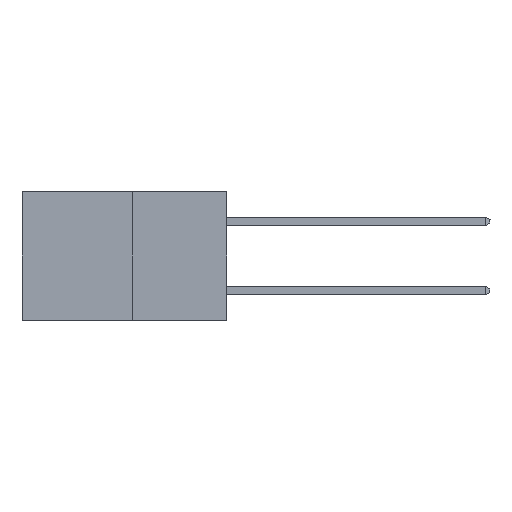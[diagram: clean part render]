
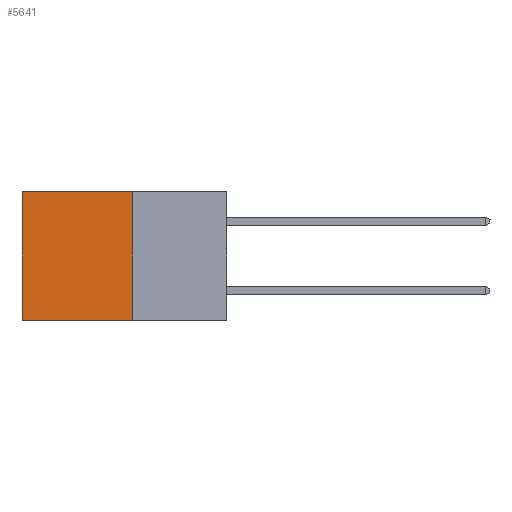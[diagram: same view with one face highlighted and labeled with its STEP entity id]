
A CAD part, left-side view. The second image highlights one B-rep face of the part: STEP entity #5641.
In plain terms, the highlighted planar face has unit normal (-1, 0, 0).
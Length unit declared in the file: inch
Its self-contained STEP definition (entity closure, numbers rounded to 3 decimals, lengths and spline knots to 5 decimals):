
#193 = VERTEX_POINT ( 'NONE', #6075 ) ;
#276 = CARTESIAN_POINT ( 'NONE',  ( 0.277, 0.27, 0. ) ) ;
#545 = CARTESIAN_POINT ( 'NONE',  ( 0.277, 0.27, -0.37 ) ) ;
#590 = VECTOR ( 'NONE', #10682, 39.37008 ) ;
#657 = DIRECTION ( 'NONE',  ( 0., 1., 0. ) ) ;
#789 = CARTESIAN_POINT ( 'NONE',  ( 0.277, 0.27, -0.37 ) ) ;
#1140 = VECTOR ( 'NONE', #2068, 39.37008 ) ;
#1562 = EDGE_CURVE ( 'NONE', #4254, #6497, #1688, .T. ) ;
#1594 = VERTEX_POINT ( 'NONE', #5470 ) ;
#1688 = LINE ( 'NONE', #545, #4117 ) ;
#2068 = DIRECTION ( 'NONE',  ( 0., 0., -1. ) ) ;
#2119 = EDGE_LOOP ( 'NONE', ( #6562, #10842, #8993, #9236 ) ) ;
#2170 = EDGE_CURVE ( 'NONE', #193, #1594, #7642, .T. ) ;
#2721 = FACE_OUTER_BOUND ( 'NONE', #2119, .T. ) ;
#3295 = AXIS2_PLACEMENT_3D ( 'NONE', #4757, #10530, #5645 ) ;
#3564 = LINE ( 'NONE', #6522, #1140 ) ;
#3999 = CARTESIAN_POINT ( 'NONE',  ( 0.277, 0.59, -0.37 ) ) ;
#4117 = VECTOR ( 'NONE', #6731, 39.37008 ) ;
#4254 = VERTEX_POINT ( 'NONE', #789 ) ;
#4757 = CARTESIAN_POINT ( 'NONE',  ( 0.277, 0.27, -0.37 ) ) ;
#5051 = EDGE_CURVE ( 'NONE', #193, #4254, #3564, .T. ) ;
#5415 = LINE ( 'NONE', #5819, #590 ) ;
#5470 = CARTESIAN_POINT ( 'NONE',  ( 0.277, 0.59, 0. ) ) ;
#5641 = ADVANCED_FACE ( 'NONE', ( #2721 ), #9747, .F. ) ;
#5645 = DIRECTION ( 'NONE',  ( 0., 0., -1. ) ) ;
#5819 = CARTESIAN_POINT ( 'NONE',  ( 0.277, 0.59, -0.37 ) ) ;
#6075 = CARTESIAN_POINT ( 'NONE',  ( 0.277, 0.27, 0. ) ) ;
#6497 = VERTEX_POINT ( 'NONE', #3999 ) ;
#6522 = CARTESIAN_POINT ( 'NONE',  ( 0.277, 0.27, -0.37 ) ) ;
#6562 = ORIENTED_EDGE ( 'NONE', *, *, #9430, .T. ) ;
#6731 = DIRECTION ( 'NONE',  ( 0., 1., 0. ) ) ;
#7522 = VECTOR ( 'NONE', #657, 39.37008 ) ;
#7642 = LINE ( 'NONE', #276, #7522 ) ;
#8993 = ORIENTED_EDGE ( 'NONE', *, *, #5051, .F. ) ;
#9236 = ORIENTED_EDGE ( 'NONE', *, *, #2170, .T. ) ;
#9430 = EDGE_CURVE ( 'NONE', #1594, #6497, #5415, .T. ) ;
#9747 = PLANE ( 'NONE',  #3295 ) ;
#10530 = DIRECTION ( 'NONE',  ( 1., 0., 0. ) ) ;
#10682 = DIRECTION ( 'NONE',  ( 0., 0., -1. ) ) ;
#10842 = ORIENTED_EDGE ( 'NONE', *, *, #1562, .F. ) ;
